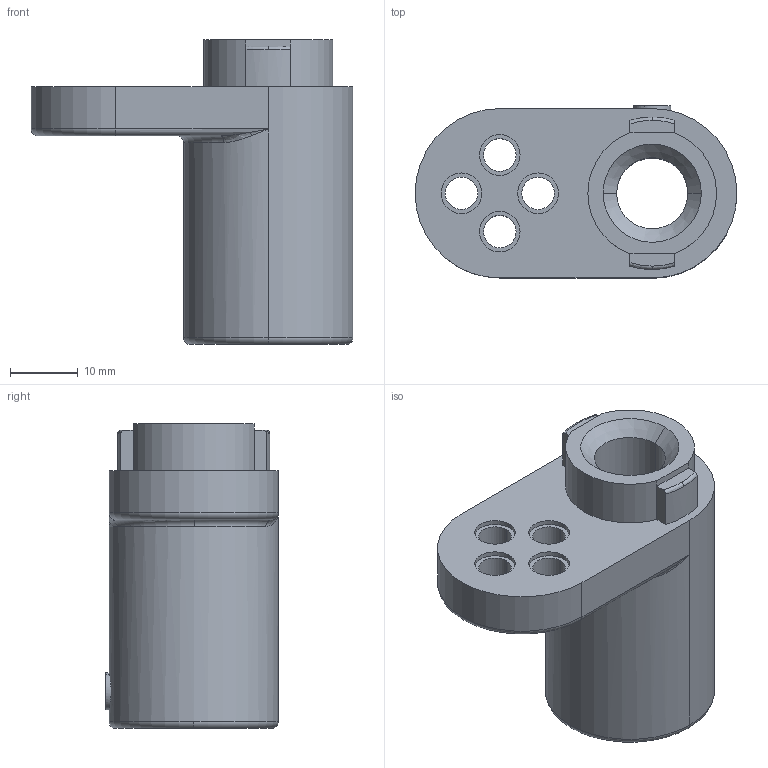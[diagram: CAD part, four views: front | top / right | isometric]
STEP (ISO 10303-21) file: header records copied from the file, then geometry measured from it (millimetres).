
FILE_DESCRIPTION (( 'STEP AP214' ), '1' );
FILE_NAME ('捩標厥ん-褫俋楷.STEP', '2023-05-17T01:35:35', ( '' ), ( '' ), 'SwSTEP 2.0', 'SolidWorks 2018', '' );
FILE_SCHEMA (( 'AUTOMOTIVE_DESIGN' ));
Length unit declared in the file: millimetre
Products named in the file (1): 捩標厥ん-褫俋楷
Bounding box: 47.5 x 25.5 x 45 mm (x, y, z)
Volume: 20289.5 mm3; surface area: 7381.7 mm2
Topology: 1 solids, 1 shells, 66 faces, 162 edges, 103 vertices
Faces by surface type: cylinder 31, plane 19, torus 10, bspline 4, cone 2
Entity records: 2949 total; most frequent: CARTESIAN_POINT 678, DIRECTION 344, ORIENTED_EDGE 324, EDGE_CURVE 162, AXIS2_PLACEMENT_3D 141, VERTEX_POINT 103, EDGE_LOOP 81, CIRCLE 78
